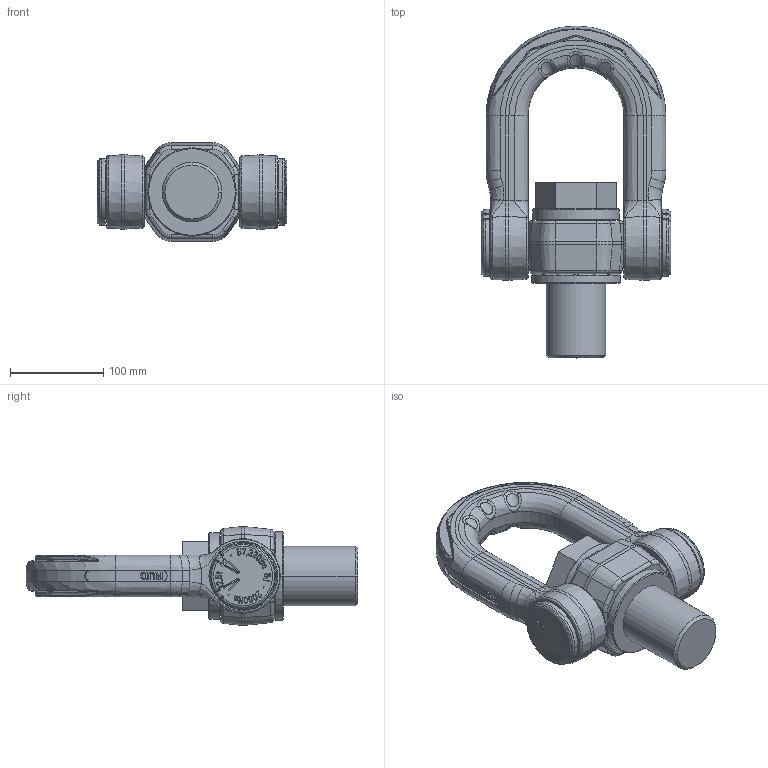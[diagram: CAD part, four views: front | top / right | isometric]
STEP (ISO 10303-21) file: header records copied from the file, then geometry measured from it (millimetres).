
FILE_DESCRIPTION((''),'2;1');
FILE_NAME('001-M36073-P-1_ASM','2023-04-13T08:34:04',('Simon.Haas'),(''),'CREO PARAMETRIC BY PTC INC, 2022162','CREO PARAMETRIC BY PTC INC, 2022162','');
FILE_SCHEMA(('AP242_MANAGED_MODEL_BASED_3D_ENGINEERING_MIM_LF { 1 0 10303 442 1 1 4 }'));
Products named in the file (9): 001-M36063-P-6; S235JRG2; 001-M36063-P-4; 001-M36072-P-64; 001-M36073-P-2; 001-M36073-P-1_ASM
Assembly tree (5 placements, depth 2):
  S235JRG2
  S235JRG2
  S235JRG2
  S235JRG2
  001-M36073-P-1_ASM
    001-M36063-P-6
    001-M36063-P-4
    001-M36072-P-64  x2
    001-M36073-P-2
Bounding box: 203.6 x 356.5 x 106 mm (x, y, z)
Volume: 2279166.1 mm3; surface area: 244881.2 mm2
Topology: 5 solids, 5 shells, 2366 faces, 6362 edges, 4108 vertices
Faces by surface type: plane 1778, bspline 359, cylinder 137, torus 50, cone 42
Entity records: 67472 total; most frequent: CARTESIAN_POINT 29008, ORIENTED_EDGE 7828, DIRECTION 6240, EDGE_CURVE 3914, VECTOR 3008, LINE 3008, VERTEX_POINT 2502, AXIS2_PLACEMENT_3D 1616
